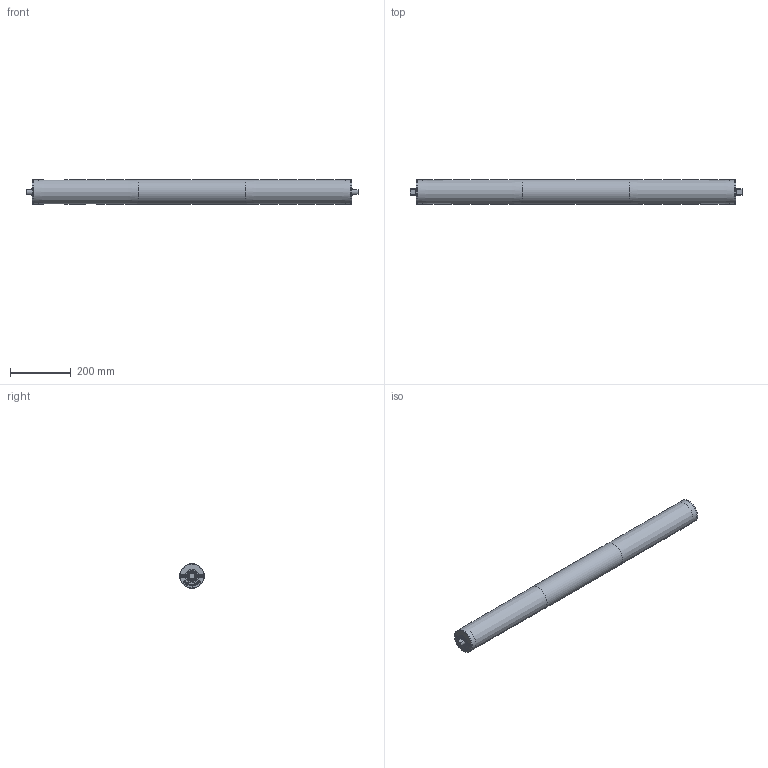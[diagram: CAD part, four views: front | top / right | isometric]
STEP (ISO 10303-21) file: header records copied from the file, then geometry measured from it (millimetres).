
FILE_DESCRIPTION(/* description */ (''),/* implementation_level */ '2;1');
FILE_NAME(/* name */ 'Scandrive S Ø80 RL1050.stp',/* time_stamp */ '2021-04-13T07:11:01+02:00',/* author */ ('guh'),/* organization */ (''),/* preprocessor_version */ 'ST-DEVELOPER v18.1',/* originating_system */ 'Autodesk Inventor 2021',/* authorisation */ '');
FILE_SCHEMA (('AUTOMOTIVE_DESIGN { 1 0 10303 214 3 1 1 }'));
Length unit declared in the file: millimetre
Products named in the file (1): Scandrive S Ø80 RL1050
Bounding box: 1091 x 81.5 x 81.5 mm (x, y, z)
Volume: 597213.7 mm3; surface area: 557941.9 mm2
Topology: 1 solids, 2 shells, 484 faces, 1252 edges, 834 vertices
Faces by surface type: plane 260, bspline 196, cylinder 22, cone 4, torus 2
Full cylindrical faces by diameter (mm): 12 x2, 13 x2, 20 x2, 26 x2, 26.02 x2, 41.98 x2, 42 x2, 77 x2, 78 x1, 79.993 x2, 80 x2, 81.5 x1
Entity records: 15782 total; most frequent: CARTESIAN_POINT 5119, ORIENTED_EDGE 2504, DIRECTION 1502, EDGE_CURVE 1252, VERTEX_POINT 834, LINE 796, VECTOR 796, EDGE_LOOP 546
